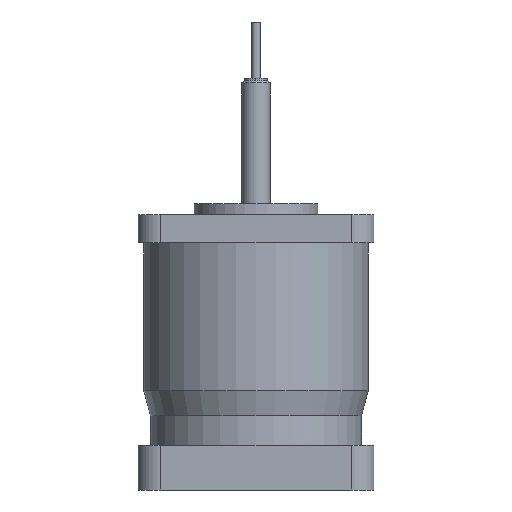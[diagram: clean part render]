
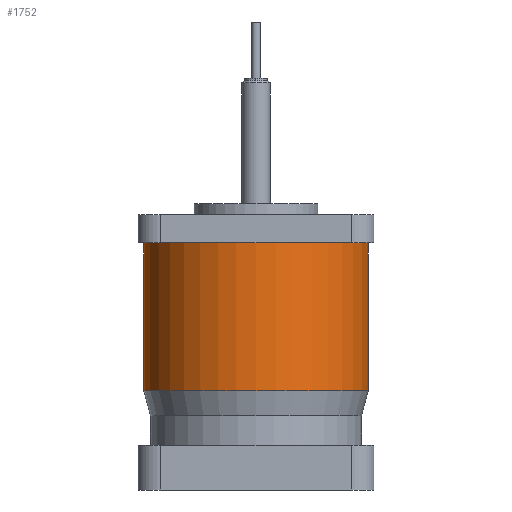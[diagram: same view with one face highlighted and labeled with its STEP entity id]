
A CAD part, front view. The second image highlights one B-rep face of the part: STEP entity #1752.
In plain terms, the highlighted cylindrical face has radius 20 mm (diameter 40 mm), a partial arc.
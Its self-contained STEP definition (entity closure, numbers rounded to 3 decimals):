
#14 = DIRECTION ( 'NONE',  ( 1., 0., 0. ) ) ;
#185 = EDGE_CURVE ( 'NONE', #1431, #1055, #406, .T. ) ;
#224 = CARTESIAN_POINT ( 'NONE',  ( -20., 0., -5. ) ) ;
#226 = CYLINDRICAL_SURFACE ( 'NONE', #889, 20. ) ;
#369 = VECTOR ( 'NONE', #1535, 1000. ) ;
#406 = CIRCLE ( 'NONE', #2573, 20. ) ;
#409 = AXIS2_PLACEMENT_3D ( 'NONE', #2333, #1221, #1027 ) ;
#440 = ORIENTED_EDGE ( 'NONE', *, *, #185, .T. ) ;
#465 = CARTESIAN_POINT ( 'NONE',  ( 20., 0., -30.2 ) ) ;
#576 = CARTESIAN_POINT ( 'NONE',  ( -20., 0., -30.2 ) ) ;
#614 = EDGE_CURVE ( 'NONE', #2495, #1126, #1602, .T. ) ;
#875 = DIRECTION ( 'NONE',  ( 1., 0., 0. ) ) ;
#889 = AXIS2_PLACEMENT_3D ( 'NONE', #1940, #2119, #875 ) ;
#982 = EDGE_CURVE ( 'NONE', #1126, #1431, #2369, .T. ) ;
#1027 = DIRECTION ( 'NONE',  ( 1., 0., 0. ) ) ;
#1055 = VERTEX_POINT ( 'NONE', #224 ) ;
#1060 = EDGE_LOOP ( 'NONE', ( #1277, #2507, #1211, #440 ) ) ;
#1126 = VERTEX_POINT ( 'NONE', #2274 ) ;
#1211 = ORIENTED_EDGE ( 'NONE', *, *, #982, .T. ) ;
#1221 = DIRECTION ( 'NONE',  ( 0., 0., 1. ) ) ;
#1277 = ORIENTED_EDGE ( 'NONE', *, *, #1540, .F. ) ;
#1431 = VERTEX_POINT ( 'NONE', #1981 ) ;
#1435 = CARTESIAN_POINT ( 'NONE',  ( -20., 0., -31.32 ) ) ;
#1535 = DIRECTION ( 'NONE',  ( 0., 0., 1. ) ) ;
#1540 = EDGE_CURVE ( 'NONE', #2495, #1055, #1788, .T. ) ;
#1602 = CIRCLE ( 'NONE', #409, 20. ) ;
#1660 = CARTESIAN_POINT ( 'NONE',  ( 0., 0., -5. ) ) ;
#1752 = ADVANCED_FACE ( 'NONE', ( #2556 ), #226, .T. ) ;
#1788 = LINE ( 'NONE', #576, #2227 ) ;
#1940 = CARTESIAN_POINT ( 'NONE',  ( 0., 0., -30.2 ) ) ;
#1981 = CARTESIAN_POINT ( 'NONE',  ( 20., 0., -5. ) ) ;
#2066 = DIRECTION ( 'NONE',  ( 0., 0., 1. ) ) ;
#2119 = DIRECTION ( 'NONE',  ( 0., 0., 1. ) ) ;
#2227 = VECTOR ( 'NONE', #2066, 1000. ) ;
#2274 = CARTESIAN_POINT ( 'NONE',  ( 20., 0., -31.32 ) ) ;
#2292 = DIRECTION ( 'NONE',  ( 0., 0., -1. ) ) ;
#2333 = CARTESIAN_POINT ( 'NONE',  ( 0., 0., -31.32 ) ) ;
#2369 = LINE ( 'NONE', #465, #369 ) ;
#2495 = VERTEX_POINT ( 'NONE', #1435 ) ;
#2507 = ORIENTED_EDGE ( 'NONE', *, *, #614, .T. ) ;
#2556 = FACE_OUTER_BOUND ( 'NONE', #1060, .T. ) ;
#2573 = AXIS2_PLACEMENT_3D ( 'NONE', #1660, #2292, #14 ) ;
